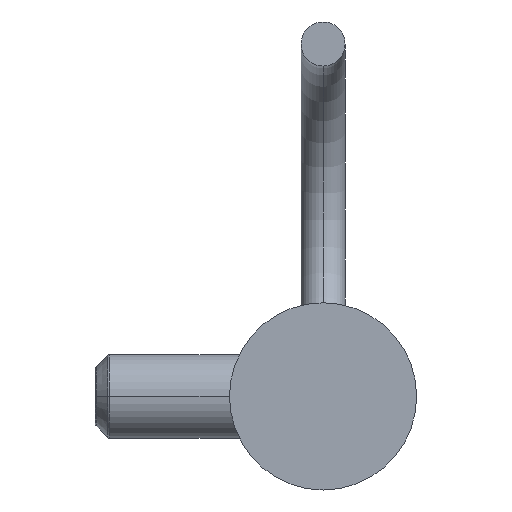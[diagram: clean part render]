
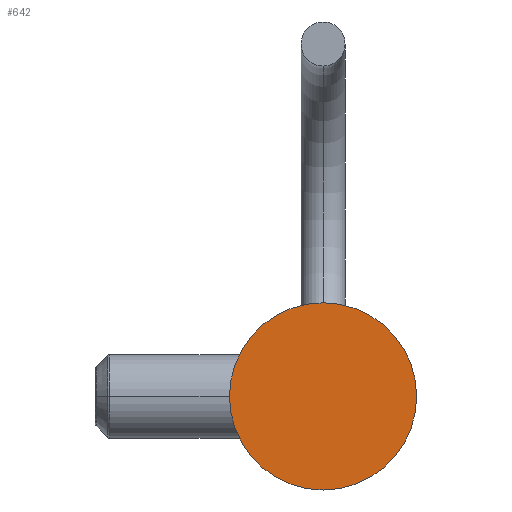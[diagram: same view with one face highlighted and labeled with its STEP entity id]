
A CAD part, front view. The second image highlights one B-rep face of the part: STEP entity #642.
In plain terms, the highlighted planar face has unit normal (0, -1, 0).
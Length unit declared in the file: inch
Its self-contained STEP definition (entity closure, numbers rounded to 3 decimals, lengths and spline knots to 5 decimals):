
#2=CARTESIAN_POINT('',(0.,0.,0.));
#3=DIRECTION('',(0.,-1.,0.));
#4=DIRECTION('',(1.,0.,0.));
#5=AXIS2_PLACEMENT_3D('',#2,#3,#4);
#12=CARTESIAN_POINT('',(0.,0.,0.));
#13=DIRECTION('',(0.,1.,0.));
#14=DIRECTION('',(1.,0.,0.));
#15=AXIS2_PLACEMENT_3D('',#12,#13,#14);
#532=CARTESIAN_POINT('',(1.0625,0.,0.));
#533=CARTESIAN_POINT('',(-1.0625,0.,0.));
#534=VERTEX_POINT('',#532);
#535=VERTEX_POINT('',#533);
#632=CARTESIAN_POINT('',(0.,0.,0.));
#633=DIRECTION('',(0.,-1.,0.));
#634=DIRECTION('',(-1.,0.,0.));
#635=AXIS2_PLACEMENT_3D('',#632,#633,#634);
#636=PLANE('',#635);
#637=ORIENTED_EDGE('',*,*,#621,.F.);
#639=ORIENTED_EDGE('',*,*,#638,.T.);
#640=EDGE_LOOP('',(#637,#639));
#641=FACE_OUTER_BOUND('',#640,.F.);
#642=ADVANCED_FACE('',(#641),#636,.T.);
#6=CIRCLE('',#5,1.0625);
#16=CIRCLE('',#15,1.0625);
#621=EDGE_CURVE('',#534,#535,#6,.T.);
#638=EDGE_CURVE('',#534,#535,#16,.T.);
